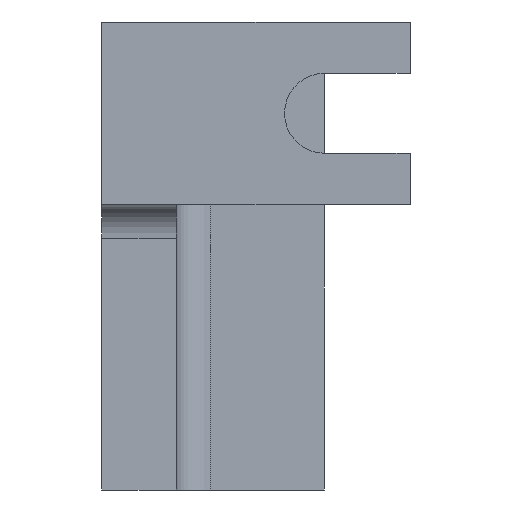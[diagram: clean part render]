
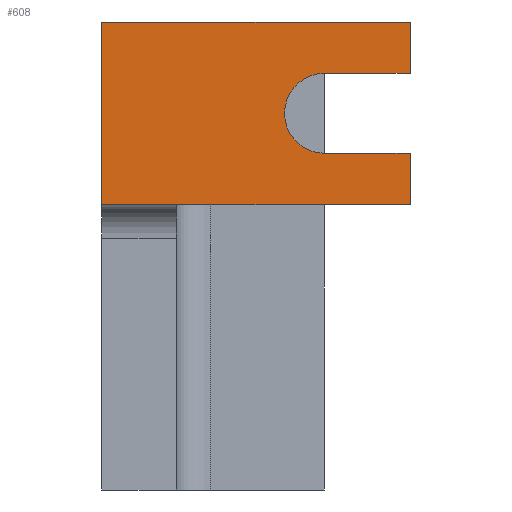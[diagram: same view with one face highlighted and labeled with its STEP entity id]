
A CAD part, left-side view. The second image highlights one B-rep face of the part: STEP entity #608.
In plain terms, the highlighted planar face has unit normal (-1, 0, 0).
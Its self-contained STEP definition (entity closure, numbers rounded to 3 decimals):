
#8 = DIRECTION ( 'NONE',  ( 0., 0., -1. ) ) ;
#14 = VERTEX_POINT ( 'NONE', #521 ) ;
#27 = VERTEX_POINT ( 'NONE', #585 ) ;
#34 = EDGE_CURVE ( 'NONE', #27, #382, #363, .T. ) ;
#36 = LINE ( 'NONE', #688, #917 ) ;
#43 = CARTESIAN_POINT ( 'NONE',  ( 0., 15., -23. ) ) ;
#80 = CARTESIAN_POINT ( 'NONE',  ( 0., 15., -9. ) ) ;
#87 = VECTOR ( 'NONE', #446, 1000. ) ;
#88 = CARTESIAN_POINT ( 'NONE',  ( 0., 15., -16. ) ) ;
#92 = ORIENTED_EDGE ( 'NONE', *, *, #279, .T. ) ;
#111 = LINE ( 'NONE', #475, #489 ) ;
#115 = EDGE_LOOP ( 'NONE', ( #543, #857, #725, #828, #580, #700, #92, #939 ) ) ;
#117 = VECTOR ( 'NONE', #793, 1000. ) ;
#161 = CARTESIAN_POINT ( 'NONE',  ( 0., 54., 0. ) ) ;
#186 = CARTESIAN_POINT ( 'NONE',  ( 0., 0., -32. ) ) ;
#196 = DIRECTION ( 'NONE',  ( 0., 0., 1. ) ) ;
#211 = FACE_OUTER_BOUND ( 'NONE', #115, .T. ) ;
#279 = EDGE_CURVE ( 'NONE', #322, #460, #36, .T. ) ;
#282 = DIRECTION ( 'NONE',  ( 0., 0., -1. ) ) ;
#322 = VERTEX_POINT ( 'NONE', #624 ) ;
#348 = CARTESIAN_POINT ( 'NONE',  ( 0., 54., 0. ) ) ;
#355 = VECTOR ( 'NONE', #531, 1000. ) ;
#363 = LINE ( 'NONE', #797, #117 ) ;
#367 = EDGE_CURVE ( 'NONE', #382, #322, #111, .T. ) ;
#378 = EDGE_CURVE ( 'NONE', #894, #14, #712, .T. ) ;
#382 = VERTEX_POINT ( 'NONE', #186 ) ;
#406 = AXIS2_PLACEMENT_3D ( 'NONE', #768, #780, #282 ) ;
#432 = LINE ( 'NONE', #670, #355 ) ;
#446 = DIRECTION ( 'NONE',  ( 0., -1., 0. ) ) ;
#460 = VERTEX_POINT ( 'NONE', #43 ) ;
#475 = CARTESIAN_POINT ( 'NONE',  ( 0., 0., 0. ) ) ;
#484 = EDGE_CURVE ( 'NONE', #27, #894, #663, .T. ) ;
#489 = VECTOR ( 'NONE', #628, 1000. ) ;
#507 = CARTESIAN_POINT ( 'NONE',  ( 0., 0., -9. ) ) ;
#521 = CARTESIAN_POINT ( 'NONE',  ( 0., 0., 0. ) ) ;
#531 = DIRECTION ( 'NONE',  ( 0., 0., 1. ) ) ;
#543 = ORIENTED_EDGE ( 'NONE', *, *, #779, .T. ) ;
#559 = CARTESIAN_POINT ( 'NONE',  ( 0., 54., 0. ) ) ;
#570 = VERTEX_POINT ( 'NONE', #507 ) ;
#576 = PLANE ( 'NONE',  #406 ) ;
#580 = ORIENTED_EDGE ( 'NONE', *, *, #34, .T. ) ;
#585 = CARTESIAN_POINT ( 'NONE',  ( 0., 54., -32. ) ) ;
#608 = ADVANCED_FACE ( 'NONE', ( #211 ), #576, .F. ) ;
#609 = DIRECTION ( 'NONE',  ( 1., 0., 0. ) ) ;
#624 = CARTESIAN_POINT ( 'NONE',  ( 0., 0., -23. ) ) ;
#628 = DIRECTION ( 'NONE',  ( 0., 0., 1. ) ) ;
#663 = LINE ( 'NONE', #559, #739 ) ;
#670 = CARTESIAN_POINT ( 'NONE',  ( 0., 0., 0. ) ) ;
#679 = VERTEX_POINT ( 'NONE', #80 ) ;
#686 = DIRECTION ( 'NONE',  ( 0., 1., 0. ) ) ;
#688 = CARTESIAN_POINT ( 'NONE',  ( 0., 15., -23. ) ) ;
#695 = DIRECTION ( 'NONE',  ( 0., -1., 0. ) ) ;
#700 = ORIENTED_EDGE ( 'NONE', *, *, #367, .T. ) ;
#702 = VECTOR ( 'NONE', #695, 1000. ) ;
#712 = LINE ( 'NONE', #348, #702 ) ;
#725 = ORIENTED_EDGE ( 'NONE', *, *, #378, .F. ) ;
#739 = VECTOR ( 'NONE', #196, 1000. ) ;
#768 = CARTESIAN_POINT ( 'NONE',  ( 0., 54., 0. ) ) ;
#779 = EDGE_CURVE ( 'NONE', #679, #570, #861, .T. ) ;
#780 = DIRECTION ( 'NONE',  ( 1., 0., 0. ) ) ;
#793 = DIRECTION ( 'NONE',  ( 0., -1., 0. ) ) ;
#797 = CARTESIAN_POINT ( 'NONE',  ( 0., 54., -32. ) ) ;
#811 = AXIS2_PLACEMENT_3D ( 'NONE', #88, #609, #8 ) ;
#817 = CIRCLE ( 'NONE', #811, 7. ) ;
#828 = ORIENTED_EDGE ( 'NONE', *, *, #484, .F. ) ;
#857 = ORIENTED_EDGE ( 'NONE', *, *, #903, .T. ) ;
#861 = LINE ( 'NONE', #875, #87 ) ;
#875 = CARTESIAN_POINT ( 'NONE',  ( 0., 15., -9. ) ) ;
#894 = VERTEX_POINT ( 'NONE', #161 ) ;
#903 = EDGE_CURVE ( 'NONE', #570, #14, #432, .T. ) ;
#917 = VECTOR ( 'NONE', #686, 1000. ) ;
#937 = EDGE_CURVE ( 'NONE', #460, #679, #817, .T. ) ;
#939 = ORIENTED_EDGE ( 'NONE', *, *, #937, .T. ) ;
